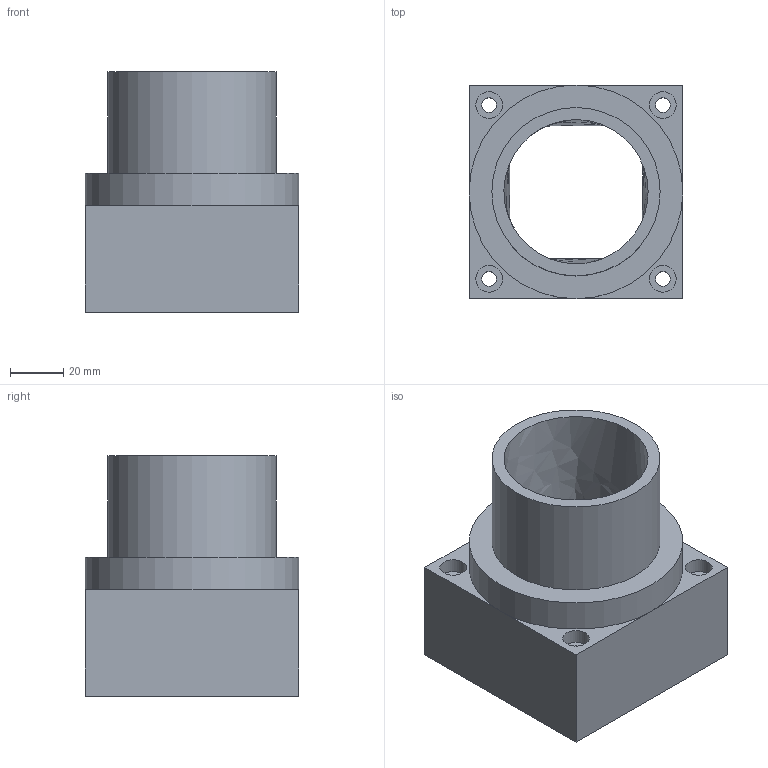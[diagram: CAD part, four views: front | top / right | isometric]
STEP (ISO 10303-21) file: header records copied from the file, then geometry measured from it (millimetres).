
FILE_DESCRIPTION (( 'STEP AP214' ), '1' );
FILE_NAME ('Adapter.STEP', '2021-10-28T13:41:34', ( '' ), ( '' ), 'SwSTEP 2.0', 'SolidWorks 2020', '' );
FILE_SCHEMA (( 'AUTOMOTIVE_DESIGN' ));
Length unit declared in the file: millimetre
Products named in the file (1): Adapter
Bounding box: 80 x 80 x 90 mm (x, y, z)
Volume: 215531.7 mm3; surface area: 50462.5 mm2
Topology: 1 solids, 1 shells, 26 faces, 60 edges, 41 vertices
Faces by surface type: plane 15, cylinder 10, bspline 1
Full cylindrical faces by diameter (mm): 5.5 x4, 10 x4, 63 x1, 80 x1
Entity records: 858 total; most frequent: CARTESIAN_POINT 230, DIRECTION 128, ORIENTED_EDGE 96, AXIS2_PLACEMENT_3D 54, EDGE_LOOP 52, EDGE_CURVE 48, VERTEX_POINT 40, FACE_OUTER_BOUND 37
